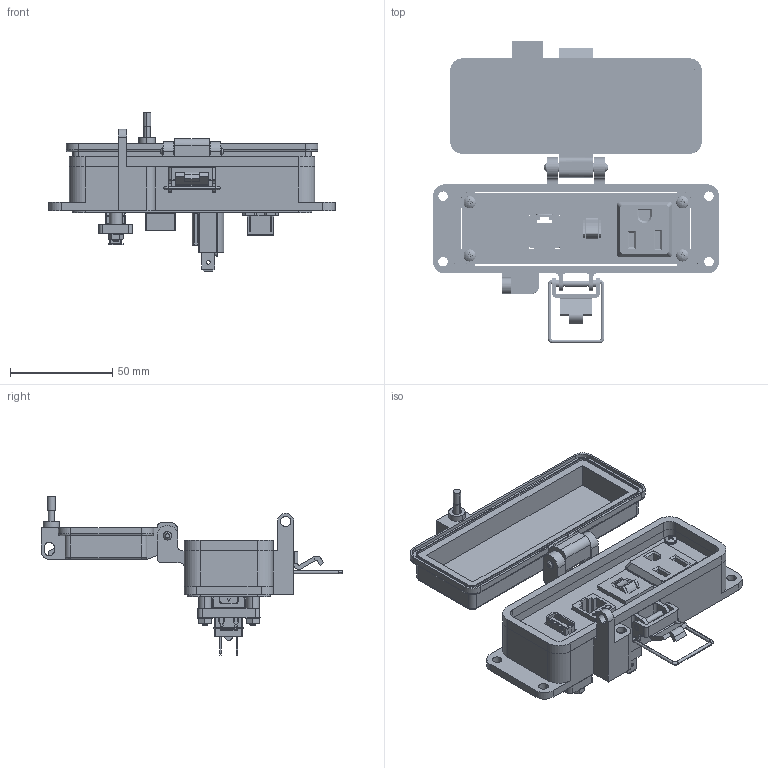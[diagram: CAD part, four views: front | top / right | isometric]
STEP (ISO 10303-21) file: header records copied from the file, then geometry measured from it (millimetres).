
FILE_DESCRIPTION (( 'STEP AP203' ), '1' );
FILE_NAME ('P-P22R2-H3R3_3D.STEP', '2021-12-14T21:02:53', ( '' ), ( '' ), 'SwSTEP 2.0', 'SolidWorks 2021', '' );
FILE_SCHEMA (( 'CONFIG_CONTROL_DESIGN' ));
Length unit declared in the file: millimetre
Products named in the file (20): P-P22R2-H3R3_FP060_1; Z-000-4243316TFP; P-P22R2-H3R3_BP180_1; P22; P-P22R2-H3R3_TP060_1; CBX; Z-001-SPR_3_4; Z-CB-SM; Z-300-USB-A-FF; P-P22R2-H3R3_TP180_2; 92005A124_METRIC PAN HEAD PHILLIPS MACHINE SCREW_92005A124; Z-002-4401_4HN_90675A005; R; Z-H-H3_B; Z-300-RJ45CAT5; P-P22R2-H3R3_3D; -H3; Z-000-44011_4FH_90273A117; Z-200-OTLT-R0SQ; R2
Assembly tree (27 placements, depth 3):
  P-P22R2-H3R3_3D
    P-P22R2-H3R3_FP060_1
    -H3
      Z-H-H3_B
    P-P22R2-H3R3_BP180_1
    P-P22R2-H3R3_TP060_1
    P-P22R2-H3R3_TP180_2
    Z-000-4243316TFP  x3
    P22
      Z-300-USB-A-FF
    Z-000-44011_4FH_90273A117  x2
    Z-001-SPR_3_4  x2
    Z-002-4401_4HN_90675A005  x2
    R2
      Z-300-RJ45CAT5
    CBX
      Z-CB-SM
    R
      Z-200-OTLT-R0SQ
    92005A124_METRIC PAN HEAD PHILLIPS MACHINE SCREW_92005A124  x4
Bounding box: 140 x 147.61 x 77.73 mm (x, y, z)
Volume: 119811 mm3; surface area: 92673.1 mm2
Topology: 29 solids, 29 shells, 3060 faces, 8633 edges, 5695 vertices
Faces by surface type: cylinder 1375, plane 1211, bspline 276, cone 154, sphere 24, torus 20
Entity records: 83543 total; most frequent: CARTESIAN_POINT 30923, ORIENTED_EDGE 11594, DIRECTION 8968, EDGE_CURVE 5797, VERTEX_POINT 3828, VECTOR 3632, LINE 3632, AXIS2_PLACEMENT_3D 2668
